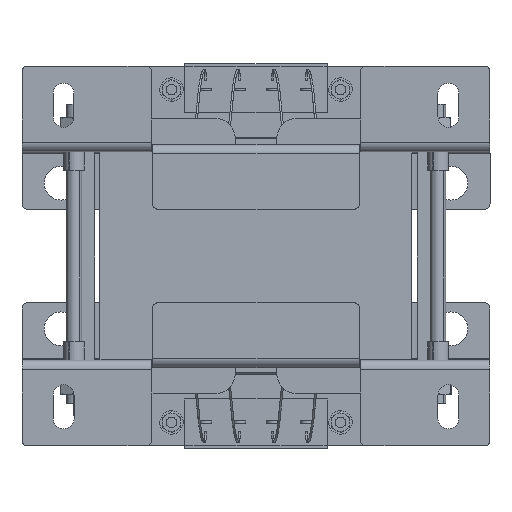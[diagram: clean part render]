
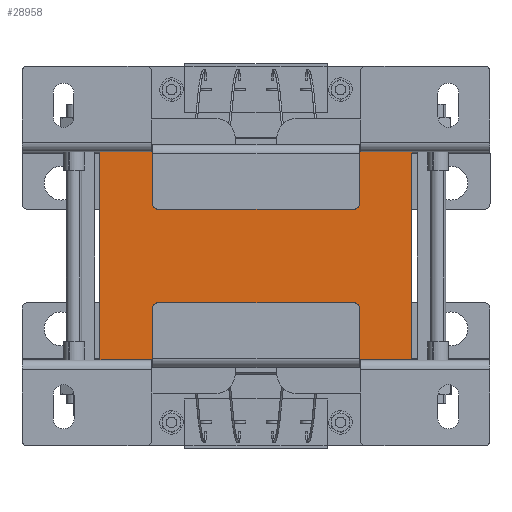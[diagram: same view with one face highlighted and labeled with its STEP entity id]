
A CAD part, front view. The second image highlights one B-rep face of the part: STEP entity #28958.
In plain terms, the highlighted planar face has unit normal (0, -1, 0).
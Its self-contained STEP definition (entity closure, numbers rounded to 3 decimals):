
#5793 = CARTESIAN_POINT ( 'NONE',  ( 78.407, 25.875, 128.588 ) ) ;
#6078 = DIRECTION ( 'NONE',  ( 0., 0., -1. ) ) ;
#6707 = ORIENTED_EDGE ( 'NONE', *, *, #133939, .F. ) ;
#9014 = ORIENTED_EDGE ( 'NONE', *, *, #46591, .F. ) ;
#9805 = VERTEX_POINT ( 'NONE', #55725 ) ;
#11262 = EDGE_LOOP ( 'NONE', ( #12355, #6707, #9014, #18508 ) ) ;
#11825 = VECTOR ( 'NONE', #47951, 1000. ) ;
#12355 = ORIENTED_EDGE ( 'NONE', *, *, #14956, .T. ) ;
#14632 = DIRECTION ( 'NONE',  ( 0., 0., -1. ) ) ;
#14956 = EDGE_CURVE ( 'NONE', #9805, #65857, #100342, .T. ) ;
#17565 = VERTEX_POINT ( 'NONE', #76698 ) ;
#18508 = ORIENTED_EDGE ( 'NONE', *, *, #59098, .T. ) ;
#22976 = AXIS2_PLACEMENT_3D ( 'NONE', #56638, #34444, #57327 ) ;
#28958 = ADVANCED_FACE ( 'NONE', ( #75939 ), #97260, .F. ) ;
#32026 = VECTOR ( 'NONE', #14632, 1000. ) ;
#34444 = DIRECTION ( 'NONE',  ( 0., 1., 0. ) ) ;
#39056 = VECTOR ( 'NONE', #6078, 1000. ) ;
#46591 = EDGE_CURVE ( 'NONE', #88523, #17565, #112717, .T. ) ;
#47951 = DIRECTION ( 'NONE',  ( 1., 0., 0. ) ) ;
#48595 = CARTESIAN_POINT ( 'NONE',  ( -41.593, 25.875, 208.588 ) ) ;
#52346 = VECTOR ( 'NONE', #60410, 1000. ) ;
#54826 = CARTESIAN_POINT ( 'NONE',  ( 78.407, 25.875, 128.588 ) ) ;
#55725 = CARTESIAN_POINT ( 'NONE',  ( -41.593, 25.875, 128.588 ) ) ;
#56638 = CARTESIAN_POINT ( 'NONE',  ( 78.407, 25.875, 208.588 ) ) ;
#57327 = DIRECTION ( 'NONE',  ( 0., 0., 1. ) ) ;
#59098 = EDGE_CURVE ( 'NONE', #88523, #9805, #69615, .T. ) ;
#60410 = DIRECTION ( 'NONE',  ( 1., 0., 0. ) ) ;
#61092 = CARTESIAN_POINT ( 'NONE',  ( 78.407, 25.875, 208.588 ) ) ;
#65857 = VERTEX_POINT ( 'NONE', #54826 ) ;
#67157 = LINE ( 'NONE', #98857, #32026 ) ;
#69615 = LINE ( 'NONE', #112285, #39056 ) ;
#75939 = FACE_OUTER_BOUND ( 'NONE', #11262, .T. ) ;
#76698 = CARTESIAN_POINT ( 'NONE',  ( 78.407, 25.875, 208.588 ) ) ;
#88523 = VERTEX_POINT ( 'NONE', #48595 ) ;
#97260 = PLANE ( 'NONE',  #22976 ) ;
#98857 = CARTESIAN_POINT ( 'NONE',  ( 78.407, 25.875, 208.588 ) ) ;
#100342 = LINE ( 'NONE', #5793, #11825 ) ;
#112285 = CARTESIAN_POINT ( 'NONE',  ( -41.593, 25.875, 208.588 ) ) ;
#112717 = LINE ( 'NONE', #61092, #52346 ) ;
#133939 = EDGE_CURVE ( 'NONE', #17565, #65857, #67157, .T. ) ;
